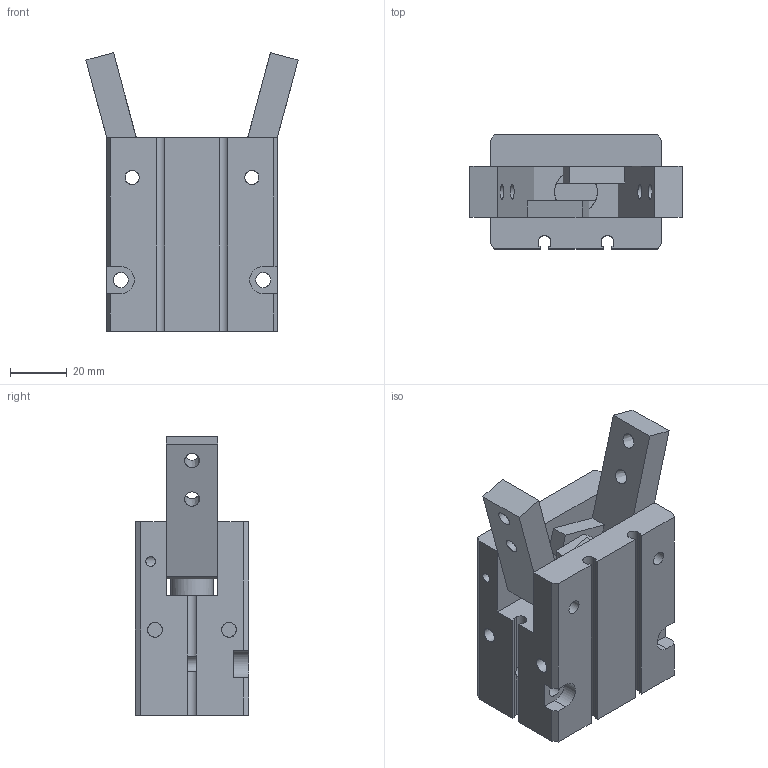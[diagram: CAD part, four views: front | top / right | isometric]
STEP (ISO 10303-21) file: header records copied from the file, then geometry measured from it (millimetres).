
FILE_DESCRIPTION((''),'2;1');
FILE_NAME('ACHY32.STEP','2012-11-26T05:00:45',('Administrator'),(''),'CADlook_v9.0','Cimatron E 8.0','');
FILE_SCHEMA(('AUTOMOTIVE_DESIGN { 1 2 10303 214 0 1 1 1 }'));
Length unit declared in the file: millimetre
Bounding box: 74.44 x 40 x 97.79 mm (x, y, z)
Volume: 144959 mm3; surface area: 34842.6 mm2
Topology: 3 solids, 3 shells, 132 faces, 395 edges, 276 vertices
Faces by surface type: plane 82, cylinder 36, bspline 14
Full cylindrical faces by diameter (mm): 3.4 x2, 5 x6, 5.3 x2, 15 x1, 34 x1
Entity records: 9299 total; most frequent: CARTESIAN_POINT 4734, ORIENTED_EDGE 740, DIRECTION 626, EDGE_CURVE 370, VERTEX_POINT 276, VECTOR 226, LINE 226, AXIS2_PLACEMENT_3D 200
